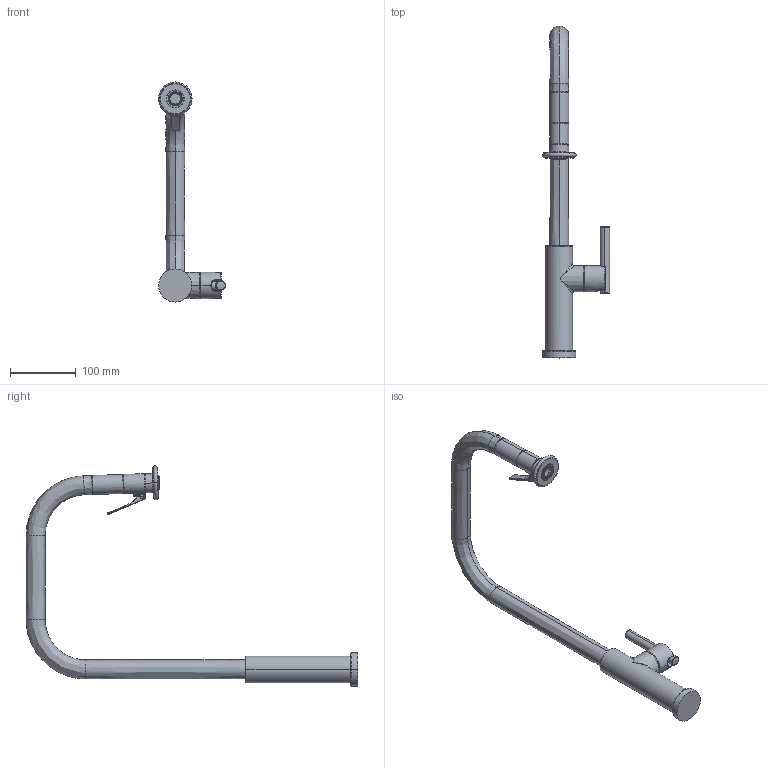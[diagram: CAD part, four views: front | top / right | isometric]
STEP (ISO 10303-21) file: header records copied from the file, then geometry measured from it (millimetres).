
FILE_DESCRIPTION((''),'2;1');
FILE_NAME('1500-7173_SW0004','2025-09-09T21:06:06',('SwamiS'),(''),'CREO PARAMETRIC BY PTC INC, 2025093','CREO PARAMETRIC BY PTC INC, 2025093','');
FILE_SCHEMA(('CONFIG_CONTROL_DESIGN'));
Length unit declared in the file: inch
Products named in the file (1): 1500-7173_SW0004
Bounding box: 102.27 x 504.7 x 334.72 mm (x, y, z)
Volume: 792294.8 mm3; surface area: 113302.4 mm2
Topology: 4 solids, 4 shells, 471 faces, 1063 edges, 609 vertices
Faces by surface type: cylinder 179, torus 88, plane 87, bspline 67, cone 38, sphere 12
Entity records: 19067 total; most frequent: CARTESIAN_POINT 8721, DIRECTION 2271, ORIENTED_EDGE 2122, EDGE_CURVE 1061, AXIS2_PLACEMENT_3D 968, VERTEX_POINT 609, CIRCLE 564, EDGE_LOOP 486
